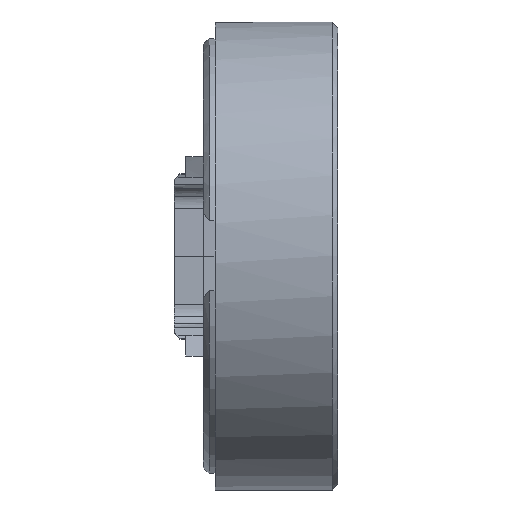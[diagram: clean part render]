
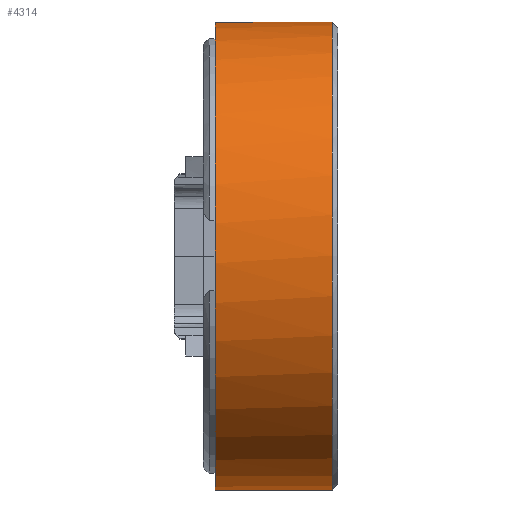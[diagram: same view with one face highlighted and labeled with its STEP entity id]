
A CAD part, top view. The second image highlights one B-rep face of the part: STEP entity #4314.
In plain terms, the highlighted cylindrical face has radius 40 mm (diameter 80 mm), a full revolution.
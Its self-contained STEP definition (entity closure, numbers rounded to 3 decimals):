
#38=CYLINDRICAL_SURFACE('',#4650,40.);
#155=CIRCLE('',#4558,40.);
#156=CIRCLE('',#4559,40.);
#211=CIRCLE('',#4633,40.);
#498=FACE_OUTER_BOUND('',#771,.T.);
#771=EDGE_LOOP('',(#3382,#3383,#3384,#3385,#3386,#3387,#3388,#3389,#3390));
#1004=LINE('',#10475,#1210);
#1210=VECTOR('',#5262,39.95);
#1562=B_SPLINE_CURVE_WITH_KNOTS('',3,(#10477,#10478,#10479,#10480),
 .UNSPECIFIED.,.F.,.F.,(4,4),(-4.2,-3.3),
 .UNSPECIFIED.);
#1563=B_SPLINE_CURVE_WITH_KNOTS('',3,(#10482,#10483,#10484,#10485,#10486,
#10487,#10488,#10489,#10490,#10491,#10492,#10493,#10494,#10495,#10496,#10497,
#10498,#10499,#10500,#10501,#10502,#10503,#10504,#10505,#10506,#10507,#10508,
#10509),.UNSPECIFIED.,.F.,.F.,(4,2,2,2,2,2,2,2,2,2,2,2,2,4),(0.019,
0.632,0.745,1.373,1.587,2.022,
2.167,2.556,3.509,4.954,6.813,
9.44,10.855,12.123),.UNSPECIFIED.);
#1564=B_SPLINE_CURVE_WITH_KNOTS('',3,(#10511,#10512,#10513,#10514,#10515,
#10516,#10517,#10518,#10519,#10520,#10521,#10522,#10523,#10524,#10525,#10526,
#10527,#10528),.UNSPECIFIED.,.F.,.F.,(4,2,2,2,2,2,2,2,4),(0.013,
0.814,1.256,1.371,1.488,1.618,
1.681,1.819,1.999),.UNSPECIFIED.);
#1565=B_SPLINE_CURVE_WITH_KNOTS('',3,(#10529,#10530,#10531,#10532),
 .UNSPECIFIED.,.F.,.F.,(4,4),(-2.5,-1.6),
 .UNSPECIFIED.);
#1777=VERTEX_POINT('',#7348);
#1778=VERTEX_POINT('',#7350);
#1779=VERTEX_POINT('',#7352);
#1897=VERTEX_POINT('',#10405);
#1917=VERTEX_POINT('',#10476);
#1918=VERTEX_POINT('',#10481);
#1919=VERTEX_POINT('',#10510);
#2240=EDGE_CURVE('',#1778,#1777,#155,.T.);
#2241=EDGE_CURVE('',#1779,#1778,#156,.T.);
#2432=EDGE_CURVE('',#1897,#1897,#211,.T.);
#2458=EDGE_CURVE('',#1897,#1778,#1004,.T.);
#2459=EDGE_CURVE('',#1777,#1917,#1562,.T.);
#2460=EDGE_CURVE('',#1917,#1918,#1563,.F.);
#2461=EDGE_CURVE('',#1918,#1919,#1564,.F.);
#2462=EDGE_CURVE('',#1919,#1779,#1565,.T.);
#3382=ORIENTED_EDGE('',*,*,#2432,.F.);
#3383=ORIENTED_EDGE('',*,*,#2458,.T.);
#3384=ORIENTED_EDGE('',*,*,#2240,.T.);
#3385=ORIENTED_EDGE('',*,*,#2459,.T.);
#3386=ORIENTED_EDGE('',*,*,#2460,.T.);
#3387=ORIENTED_EDGE('',*,*,#2461,.T.);
#3388=ORIENTED_EDGE('',*,*,#2462,.T.);
#3389=ORIENTED_EDGE('',*,*,#2241,.T.);
#3390=ORIENTED_EDGE('',*,*,#2458,.F.);
#4314=ADVANCED_FACE('',(#498),#38,.T.);
#4558=AXIS2_PLACEMENT_3D('',#7351,#5053,#5054);
#4559=AXIS2_PLACEMENT_3D('',#7353,#5055,#5056);
#4633=AXIS2_PLACEMENT_3D('',#10407,#5218,#5219);
#4650=AXIS2_PLACEMENT_3D('',#10474,#5260,#5261);
#5053=DIRECTION('center_axis',(1.,0.,0.));
#5054=DIRECTION('ref_axis',(0.,-0.427,-0.904));
#5055=DIRECTION('center_axis',(1.,0.,0.));
#5056=DIRECTION('ref_axis',(0.,-0.427,-0.904));
#5218=DIRECTION('center_axis',(1.,0.,0.));
#5219=DIRECTION('ref_axis',(0.,1.,0.));
#5260=DIRECTION('center_axis',(-1.,0.,0.));
#5261=DIRECTION('ref_axis',(0.,1.,0.));
#5262=DIRECTION('',(-1.,0.,0.));
#7348=CARTESIAN_POINT('',(51.55,-17.054,-36.182));
#7350=CARTESIAN_POINT('',(51.55,-40.,0.));
#7351=CARTESIAN_POINT('Origin',(51.55,0.,0.));
#7352=CARTESIAN_POINT('',(51.55,17.054,-36.182));
#7353=CARTESIAN_POINT('Origin',(51.55,0.,0.));
#10405=CARTESIAN_POINT('',(71.55,-40.,0.));
#10407=CARTESIAN_POINT('Origin',(71.55,0.,0.));
#10474=CARTESIAN_POINT('Origin',(72.55,0.,0.));
#10475=CARTESIAN_POINT('',(72.55,-40.,0.));
#10476=CARTESIAN_POINT('',(60.55,-17.054,-36.182));
#10477=CARTESIAN_POINT('Ctrl Pts',(51.55,-17.054,-36.182));
#10478=CARTESIAN_POINT('Ctrl Pts',(54.55,-17.054,-36.182));
#10479=CARTESIAN_POINT('Ctrl Pts',(57.55,-17.054,-36.182));
#10480=CARTESIAN_POINT('Ctrl Pts',(60.55,-17.054,-36.182));
#10481=CARTESIAN_POINT('',(68.729,0.,-40.));
#10482=CARTESIAN_POINT('Ctrl Pts',(68.729,0.,
-40.));
#10483=CARTESIAN_POINT('Ctrl Pts',(68.738,-2.019,-40.));
#10484=CARTESIAN_POINT('Ctrl Pts',(68.93,-3.653,-39.857));
#10485=CARTESIAN_POINT('Ctrl Pts',(69.204,-5.27,-39.652));
#10486=CARTESIAN_POINT('Ctrl Pts',(69.249,-5.517,-39.618));
#10487=CARTESIAN_POINT('Ctrl Pts',(69.541,-7.132,-39.383));
#10488=CARTESIAN_POINT('Ctrl Pts',(69.646,-8.217,-39.15));
#10489=CARTESIAN_POINT('Ctrl Pts',(69.696,-8.887,-39.001));
#10490=CARTESIAN_POINT('Ctrl Pts',(69.694,-8.915,-38.994));
#10491=CARTESIAN_POINT('Ctrl Pts',(69.762,-9.384,-38.885));
#10492=CARTESIAN_POINT('Ctrl Pts',(69.839,-9.75,-38.795));
#10493=CARTESIAN_POINT('Ctrl Pts',(69.756,-10.135,-38.695));
#10494=CARTESIAN_POINT('Ctrl Pts',(69.724,-10.203,-38.677));
#10495=CARTESIAN_POINT('Ctrl Pts',(69.507,-10.725,-38.537));
#10496=CARTESIAN_POINT('Ctrl Pts',(69.482,-10.85,-38.501));
#10497=CARTESIAN_POINT('Ctrl Pts',(68.903,-11.851,-38.211));
#10498=CARTESIAN_POINT('Ctrl Pts',(68.32,-12.361,-38.043));
#10499=CARTESIAN_POINT('Ctrl Pts',(67.593,-12.972,-37.84));
#10500=CARTESIAN_POINT('Ctrl Pts',(67.129,-13.309,-37.722));
#10501=CARTESIAN_POINT('Ctrl Pts',(66.265,-13.924,-37.5));
#10502=CARTESIAN_POINT('Ctrl Pts',(65.78,-14.272,-37.369));
#10503=CARTESIAN_POINT('Ctrl Pts',(64.539,-15.007,-37.081));
#10504=CARTESIAN_POINT('Ctrl Pts',(63.608,-15.494,-36.88));
#10505=CARTESIAN_POINT('Ctrl Pts',(62.468,-16.081,-36.626));
#10506=CARTESIAN_POINT('Ctrl Pts',(62.063,-16.287,-36.535));
#10507=CARTESIAN_POINT('Ctrl Pts',(61.289,-16.68,-36.357));
#10508=CARTESIAN_POINT('Ctrl Pts',(60.92,-16.866,-36.271));
#10509=CARTESIAN_POINT('Ctrl Pts',(60.55,-17.054,-36.182));
#10510=CARTESIAN_POINT('',(60.55,17.054,-36.182));
#10511=CARTESIAN_POINT('Ctrl Pts',(60.55,17.054,-36.182));
#10512=CARTESIAN_POINT('Ctrl Pts',(62.86,15.885,-36.733));
#10513=CARTESIAN_POINT('Ctrl Pts',(64.556,15.072,-37.062));
#10514=CARTESIAN_POINT('Ctrl Pts',(66.647,13.841,-37.532));
#10515=CARTESIAN_POINT('Ctrl Pts',(68.027,12.993,-37.846));
#10516=CARTESIAN_POINT('Ctrl Pts',(69.227,11.698,-38.252));
#10517=CARTESIAN_POINT('Ctrl Pts',(69.481,11.382,-38.348));
#10518=CARTESIAN_POINT('Ctrl Pts',(69.867,10.761,-38.527));
#10519=CARTESIAN_POINT('Ctrl Pts',(69.962,10.513,-38.594));
#10520=CARTESIAN_POINT('Ctrl Pts',(70.089,10.021,-38.725));
#10521=CARTESIAN_POINT('Ctrl Pts',(70.156,9.713,-38.806));
#10522=CARTESIAN_POINT('Ctrl Pts',(70.092,9.034,-38.967));
#10523=CARTESIAN_POINT('Ctrl Pts',(70.052,8.849,-39.01));
#10524=CARTESIAN_POINT('Ctrl Pts',(69.872,8.16,-39.162));
#10525=CARTESIAN_POINT('Ctrl Pts',(69.51,6.947,-39.429));
#10526=CARTESIAN_POINT('Ctrl Pts',(68.815,3.068,-39.944));
#10527=CARTESIAN_POINT('Ctrl Pts',(68.734,1.264,-40.));
#10528=CARTESIAN_POINT('Ctrl Pts',(68.729,0.,
-40.));
#10529=CARTESIAN_POINT('Ctrl Pts',(60.55,17.054,-36.182));
#10530=CARTESIAN_POINT('Ctrl Pts',(57.55,17.054,-36.182));
#10531=CARTESIAN_POINT('Ctrl Pts',(54.55,17.054,-36.182));
#10532=CARTESIAN_POINT('Ctrl Pts',(51.55,17.054,-36.182));
